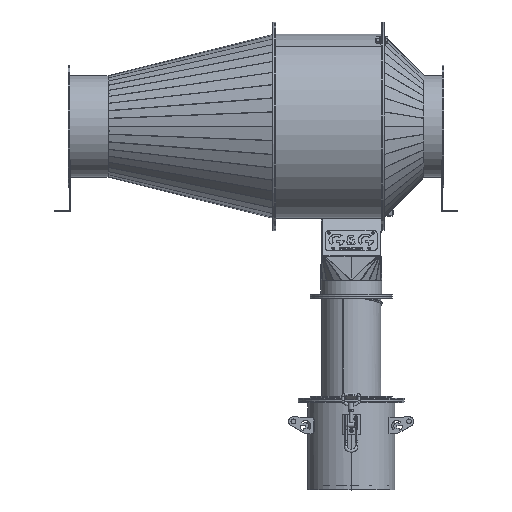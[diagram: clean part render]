
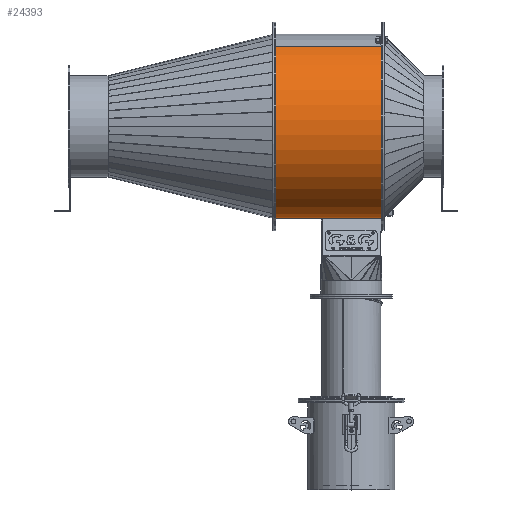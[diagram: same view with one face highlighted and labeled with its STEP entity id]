
A CAD part, top view. The second image highlights one B-rep face of the part: STEP entity #24393.
In plain terms, the highlighted cylindrical face has radius 230.5 mm (diameter 461 mm), a partial arc.
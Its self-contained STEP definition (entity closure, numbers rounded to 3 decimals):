
#92 = DIRECTION ( 'NONE',  ( 0., 1., 0. ) ) ;
#4679 = VERTEX_POINT ( 'NONE', #21373 ) ;
#5281 = LINE ( 'NONE', #47568, #35099 ) ;
#5656 = DIRECTION ( 'NONE',  ( 1., 0., 0. ) ) ;
#7153 = ORIENTED_EDGE ( 'NONE', *, *, #31073, .F. ) ;
#7287 = EDGE_LOOP ( 'NONE', ( #16865, #37686, #7153, #27475 ) ) ;
#7825 = VECTOR ( 'NONE', #9968, 1000. ) ;
#7850 = CARTESIAN_POINT ( 'NONE',  ( 0., 0., 0. ) ) ;
#9549 = EDGE_CURVE ( 'NONE', #16892, #4679, #38324, .T. ) ;
#9968 = DIRECTION ( 'NONE',  ( 0., 1., 0. ) ) ;
#11059 = AXIS2_PLACEMENT_3D ( 'NONE', #37065, #14205, #5656 ) ;
#14205 = DIRECTION ( 'NONE',  ( 0., 1., 0. ) ) ;
#14805 = CARTESIAN_POINT ( 'NONE',  ( -113.557, 0., -200.587 ) ) ;
#15574 = CARTESIAN_POINT ( 'NONE',  ( -113.557, 271., -200.587 ) ) ;
#16865 = ORIENTED_EDGE ( 'NONE', *, *, #32325, .F. ) ;
#16892 = VERTEX_POINT ( 'NONE', #15574 ) ;
#17525 = LINE ( 'NONE', #40402, #7825 ) ;
#20204 = CARTESIAN_POINT ( 'NONE',  ( 0., 271., 0. ) ) ;
#21373 = CARTESIAN_POINT ( 'NONE',  ( -0.252, 271., 230.5 ) ) ;
#23468 = DIRECTION ( 'NONE',  ( 1., 0., 0. ) ) ;
#23497 = EDGE_CURVE ( 'NONE', #40224, #31628, #23792, .T. ) ;
#23792 = CIRCLE ( 'NONE', #28612, 230.5 ) ;
#24393 = ADVANCED_FACE ( 'NONE', ( #31770 ), #28475, .T. ) ;
#27475 = ORIENTED_EDGE ( 'NONE', *, *, #9549, .F. ) ;
#28475 = CYLINDRICAL_SURFACE ( 'NONE', #43314, 230.5 ) ;
#28612 = AXIS2_PLACEMENT_3D ( 'NONE', #7850, #92, #23468 ) ;
#30775 = CARTESIAN_POINT ( 'NONE',  ( -0.252, 0., 230.5 ) ) ;
#31073 = EDGE_CURVE ( 'NONE', #4679, #31628, #5281, .T. ) ;
#31628 = VERTEX_POINT ( 'NONE', #30775 ) ;
#31770 = FACE_OUTER_BOUND ( 'NONE', #7287, .T. ) ;
#32325 = EDGE_CURVE ( 'NONE', #40224, #16892, #17525, .T. ) ;
#35099 = VECTOR ( 'NONE', #48058, 1000. ) ;
#37065 = CARTESIAN_POINT ( 'NONE',  ( 0., 271., 0. ) ) ;
#37686 = ORIENTED_EDGE ( 'NONE', *, *, #23497, .T. ) ;
#38324 = CIRCLE ( 'NONE', #11059, 230.5 ) ;
#39787 = DIRECTION ( 'NONE',  ( 0., -1., 0. ) ) ;
#40224 = VERTEX_POINT ( 'NONE', #14805 ) ;
#40402 = CARTESIAN_POINT ( 'NONE',  ( -113.557, 271., -200.587 ) ) ;
#43314 = AXIS2_PLACEMENT_3D ( 'NONE', #20204, #39787, #47385 ) ;
#47385 = DIRECTION ( 'NONE',  ( 0., 0., -1. ) ) ;
#47568 = CARTESIAN_POINT ( 'NONE',  ( -0.252, 271., 230.5 ) ) ;
#48058 = DIRECTION ( 'NONE',  ( 0., -1., 0. ) ) ;
